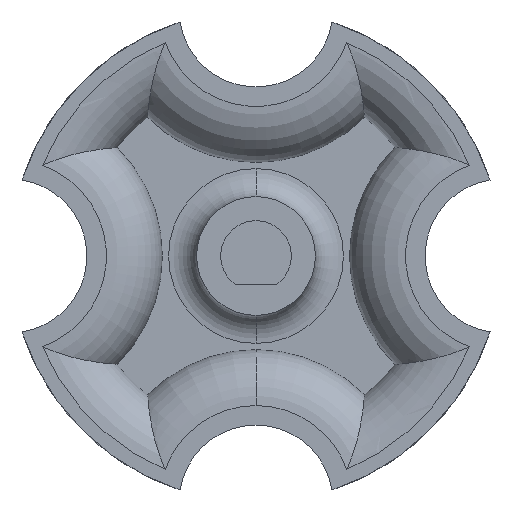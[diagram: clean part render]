
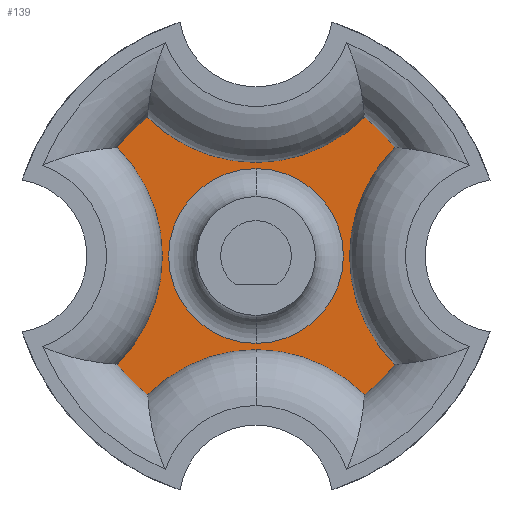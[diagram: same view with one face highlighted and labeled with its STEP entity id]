
A CAD part, front view. The second image highlights one B-rep face of the part: STEP entity #139.
In plain terms, the highlighted planar face has unit normal (0, -1, 0).
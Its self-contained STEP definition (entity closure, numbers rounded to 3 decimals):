
#21 = CARTESIAN_POINT ( 'NONE',  ( -9.935, 11.2, 7.75 ) ) ;
#22 = VERTEX_POINT ( 'NONE', #1087 ) ;
#33 = AXIS2_PLACEMENT_3D ( 'NONE', #161, #319, #1682 ) ;
#43 = DIRECTION ( 'NONE',  ( 0., 1., 0. ) ) ;
#49 = CIRCLE ( 'NONE', #835, 12.6 ) ;
#52 = DIRECTION ( 'NONE',  ( 0., 1., 0. ) ) ;
#91 = CIRCLE ( 'NONE', #1406, 12.6 ) ;
#125 = CARTESIAN_POINT ( 'NONE',  ( 0., 11.2, 0. ) ) ;
#133 = DIRECTION ( 'NONE',  ( 0., 0., -1. ) ) ;
#139 = ADVANCED_FACE ( 'NONE', ( #520, #1258 ), #1573, .T. ) ;
#156 = CARTESIAN_POINT ( 'NONE',  ( 0., 11.2, 6.25 ) ) ;
#161 = CARTESIAN_POINT ( 'NONE',  ( 17.6, 11.2, 0. ) ) ;
#188 = CIRCLE ( 'NONE', #1389, 10.9 ) ;
#192 = ORIENTED_EDGE ( 'NONE', *, *, #1039, .T. ) ;
#204 = CARTESIAN_POINT ( 'NONE',  ( 9.935, 11.2, -7.75 ) ) ;
#242 = DIRECTION ( 'NONE',  ( 0., 0., -1. ) ) ;
#288 = AXIS2_PLACEMENT_3D ( 'NONE', #329, #1863, #929 ) ;
#319 = DIRECTION ( 'NONE',  ( 0., 1., 0. ) ) ;
#322 = ORIENTED_EDGE ( 'NONE', *, *, #1656, .T. ) ;
#329 = CARTESIAN_POINT ( 'NONE',  ( 0., 11.2, -17.6 ) ) ;
#339 = EDGE_CURVE ( 'NONE', #1402, #1392, #188, .T. ) ;
#369 = CARTESIAN_POINT ( 'NONE',  ( 0., 11.2, 0. ) ) ;
#404 = CARTESIAN_POINT ( 'NONE',  ( 7.75, 11.2, 9.935 ) ) ;
#411 = CARTESIAN_POINT ( 'NONE',  ( 0., 11.2, 17.6 ) ) ;
#414 = VERTEX_POINT ( 'NONE', #156 ) ;
#445 = DIRECTION ( 'NONE',  ( 0., -1., 0. ) ) ;
#446 = CIRCLE ( 'NONE', #943, 6.25 ) ;
#450 = EDGE_CURVE ( 'NONE', #825, #510, #820, .T. ) ;
#478 = ORIENTED_EDGE ( 'NONE', *, *, #450, .T. ) ;
#486 = EDGE_CURVE ( 'NONE', #22, #1322, #1355, .T. ) ;
#496 = CARTESIAN_POINT ( 'NONE',  ( 0., 11.2, 6.7 ) ) ;
#510 = VERTEX_POINT ( 'NONE', #1090 ) ;
#520 = FACE_BOUND ( 'NONE', #764, .T. ) ;
#559 = DIRECTION ( 'NONE',  ( 0., 1., 0. ) ) ;
#574 = EDGE_CURVE ( 'NONE', #846, #1737, #980, .T. ) ;
#583 = DIRECTION ( 'NONE',  ( 0., 1., 0. ) ) ;
#610 = CIRCLE ( 'NONE', #866, 6.25 ) ;
#628 = AXIS2_PLACEMENT_3D ( 'NONE', #1698, #52, #1580 ) ;
#631 = EDGE_CURVE ( 'NONE', #1212, #414, #446, .T. ) ;
#659 = ORIENTED_EDGE ( 'NONE', *, *, #1885, .T. ) ;
#707 = ORIENTED_EDGE ( 'NONE', *, *, #574, .T. ) ;
#764 = EDGE_LOOP ( 'NONE', ( #1222, #1909 ) ) ;
#775 = DIRECTION ( 'NONE',  ( 0., -1., 0. ) ) ;
#795 = CARTESIAN_POINT ( 'NONE',  ( 0., 11.2, 0. ) ) ;
#811 = CARTESIAN_POINT ( 'NONE',  ( 0., 11.2, 8.8 ) ) ;
#820 = CIRCLE ( 'NONE', #33, 10.9 ) ;
#825 = VERTEX_POINT ( 'NONE', #204 ) ;
#835 = AXIS2_PLACEMENT_3D ( 'NONE', #1194, #445, #1351 ) ;
#846 = VERTEX_POINT ( 'NONE', #21 ) ;
#852 = CARTESIAN_POINT ( 'NONE',  ( 0., 11.2, -6.25 ) ) ;
#866 = AXIS2_PLACEMENT_3D ( 'NONE', #369, #43, #1858 ) ;
#895 = AXIS2_PLACEMENT_3D ( 'NONE', #1317, #583, #1786 ) ;
#929 = DIRECTION ( 'NONE',  ( 0., 0., -1. ) ) ;
#932 = CARTESIAN_POINT ( 'NONE',  ( 0., 11.2, 0. ) ) ;
#943 = AXIS2_PLACEMENT_3D ( 'NONE', #932, #1889, #1568 ) ;
#955 = DIRECTION ( 'NONE',  ( 0., 0., -1. ) ) ;
#959 = CIRCLE ( 'NONE', #1695, 12.6 ) ;
#980 = CIRCLE ( 'NONE', #628, 10.9 ) ;
#1011 = EDGE_LOOP ( 'NONE', ( #1897, #192, #1348, #707, #659, #1973, #1249, #478, #322 ) ) ;
#1035 = DIRECTION ( 'NONE',  ( 0., -1., 0. ) ) ;
#1039 = EDGE_CURVE ( 'NONE', #1392, #1263, #1936, .T. ) ;
#1058 = CARTESIAN_POINT ( 'NONE',  ( -9.935, 11.2, -7.75 ) ) ;
#1087 = CARTESIAN_POINT ( 'NONE',  ( -7.75, 11.2, -9.935 ) ) ;
#1090 = CARTESIAN_POINT ( 'NONE',  ( 9.935, 11.2, 7.75 ) ) ;
#1104 = DIRECTION ( 'NONE',  ( 0., 0., -1. ) ) ;
#1127 = EDGE_CURVE ( 'NONE', #414, #1212, #610, .T. ) ;
#1141 = CARTESIAN_POINT ( 'NONE',  ( -7.75, 11.2, 9.935 ) ) ;
#1194 = CARTESIAN_POINT ( 'NONE',  ( 0., 11.2, 0. ) ) ;
#1211 = AXIS2_PLACEMENT_3D ( 'NONE', #125, #1035, #133 ) ;
#1212 = VERTEX_POINT ( 'NONE', #852 ) ;
#1222 = ORIENTED_EDGE ( 'NONE', *, *, #631, .T. ) ;
#1244 = CIRCLE ( 'NONE', #1211, 12.6 ) ;
#1249 = ORIENTED_EDGE ( 'NONE', *, *, #1620, .T. ) ;
#1256 = CARTESIAN_POINT ( 'NONE',  ( 0., 11.2, 0. ) ) ;
#1258 = FACE_OUTER_BOUND ( 'NONE', #1011, .T. ) ;
#1263 = VERTEX_POINT ( 'NONE', #1141 ) ;
#1267 = AXIS2_PLACEMENT_3D ( 'NONE', #811, #1882, #1894 ) ;
#1274 = EDGE_CURVE ( 'NONE', #1263, #846, #91, .T. ) ;
#1317 = CARTESIAN_POINT ( 'NONE',  ( 0., 11.2, 17.6 ) ) ;
#1322 = VERTEX_POINT ( 'NONE', #1878 ) ;
#1348 = ORIENTED_EDGE ( 'NONE', *, *, #1274, .T. ) ;
#1351 = DIRECTION ( 'NONE',  ( 0., 0., -1. ) ) ;
#1355 = CIRCLE ( 'NONE', #288, 10.9 ) ;
#1389 = AXIS2_PLACEMENT_3D ( 'NONE', #411, #559, #242 ) ;
#1392 = VERTEX_POINT ( 'NONE', #496 ) ;
#1402 = VERTEX_POINT ( 'NONE', #404 ) ;
#1406 = AXIS2_PLACEMENT_3D ( 'NONE', #795, #775, #1104 ) ;
#1568 = DIRECTION ( 'NONE',  ( 0., 0., -1. ) ) ;
#1573 = PLANE ( 'NONE',  #1267 ) ;
#1580 = DIRECTION ( 'NONE',  ( 0., 0., -1. ) ) ;
#1620 = EDGE_CURVE ( 'NONE', #1322, #825, #1244, .T. ) ;
#1656 = EDGE_CURVE ( 'NONE', #510, #1402, #49, .T. ) ;
#1682 = DIRECTION ( 'NONE',  ( 0., 0., -1. ) ) ;
#1695 = AXIS2_PLACEMENT_3D ( 'NONE', #1256, #1845, #955 ) ;
#1698 = CARTESIAN_POINT ( 'NONE',  ( -17.6, 11.2, 0. ) ) ;
#1737 = VERTEX_POINT ( 'NONE', #1058 ) ;
#1786 = DIRECTION ( 'NONE',  ( 0., 0., -1. ) ) ;
#1845 = DIRECTION ( 'NONE',  ( 0., -1., 0. ) ) ;
#1858 = DIRECTION ( 'NONE',  ( 0., 0., -1. ) ) ;
#1863 = DIRECTION ( 'NONE',  ( 0., 1., 0. ) ) ;
#1878 = CARTESIAN_POINT ( 'NONE',  ( 7.75, 11.2, -9.935 ) ) ;
#1882 = DIRECTION ( 'NONE',  ( 0., -1., 0. ) ) ;
#1885 = EDGE_CURVE ( 'NONE', #1737, #22, #959, .T. ) ;
#1889 = DIRECTION ( 'NONE',  ( 0., 1., 0. ) ) ;
#1894 = DIRECTION ( 'NONE',  ( 0., 0., -1. ) ) ;
#1897 = ORIENTED_EDGE ( 'NONE', *, *, #339, .T. ) ;
#1909 = ORIENTED_EDGE ( 'NONE', *, *, #1127, .T. ) ;
#1936 = CIRCLE ( 'NONE', #895, 10.9 ) ;
#1973 = ORIENTED_EDGE ( 'NONE', *, *, #486, .T. ) ;
